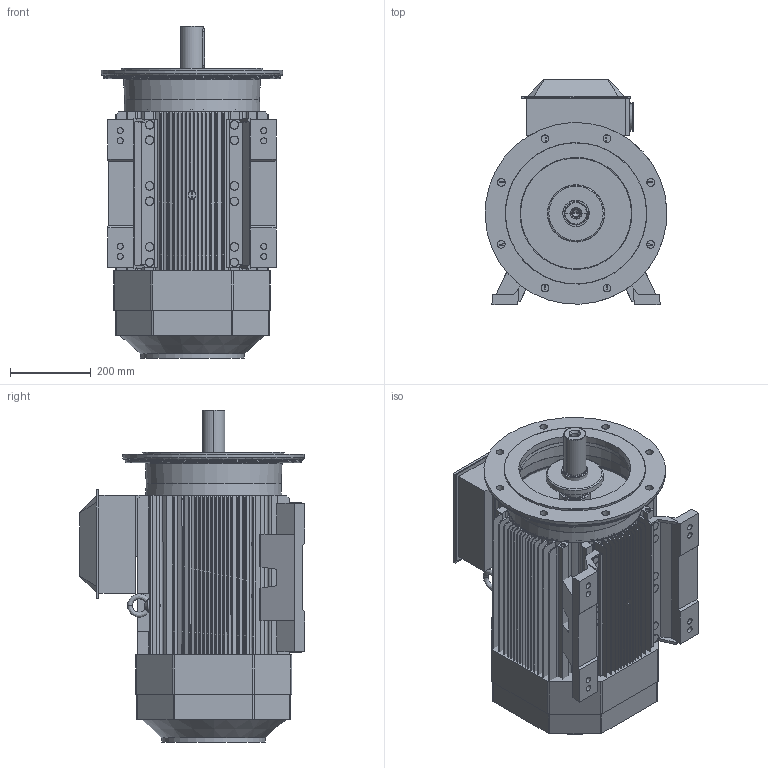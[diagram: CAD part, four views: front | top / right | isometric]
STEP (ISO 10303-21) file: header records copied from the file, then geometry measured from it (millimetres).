
FILE_DESCRIPTION(/* description */ (''),/* implementation_level */ '2;1');
FILE_NAME(/* name */ 'M2AA IE2 225 2P LARGE TERM.BOX B35.stp',/* time_stamp */ '2015-07-07T15:26:52+02:00',/* author */ (''),/* organization */ (''),/* preprocessor_version */ 'ST-DEVELOPER v14',/* originating_system */ 'SIEMENS PLM Software NX 8.0',/* authorisation */ '');
FILE_SCHEMA (('AUTOMOTIVE_DESIGN { 1 0 10303 214 3 1 1 1 }'));
Products named in the file (1): M2AA IE2 225 2P LARGE TERM.BOX B35_igs
Bounding box: 449.26 x 557.17 x 821.14 mm (x, y, z)
Volume: 42092960.8 mm3; surface area: 4101258.9 mm2
Topology: 6 solids, 1127 shells, 1324 faces, 6072 edges, 5714 vertices
Faces by surface type: plane 599, cylinder 532, cone 130, bspline 32, torus 31
Full cylindrical faces by diameter (mm): 3.3 x4, 5.5 x4, 10.106 x6, 10.2 x36, 11 x1, 12 x22, 15 x8, 16 x2, 19 x8, 20 x1, 20.127 x2, 30 x2, 47 x1, 57 x1, 61.376 x1, 63 x3, 70 x1, 71 x1, 256.433 x1, 323 x1, 331 x2, 350 x1
Entity records: 96443 total; most frequent: CARTESIAN_POINT 42049, DIRECTION 8017, ORIENTED_EDGE 6303, EDGE_CURVE 5826, VERTEX_POINT 5678, AXIS2_PLACEMENT_3D 2766, LINE 2485, VECTOR 2485
